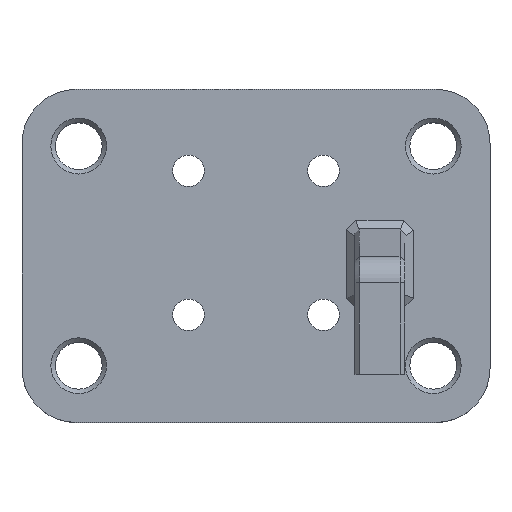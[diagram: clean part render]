
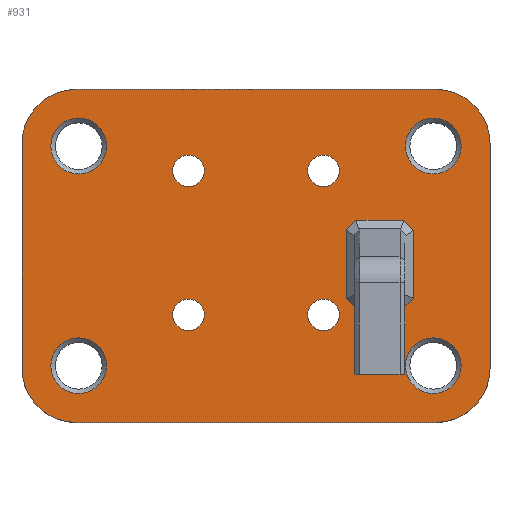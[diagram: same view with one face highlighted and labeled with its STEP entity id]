
A CAD part, top view. The second image highlights one B-rep face of the part: STEP entity #931.
In plain terms, the highlighted planar face has unit normal (0, 0, 1).
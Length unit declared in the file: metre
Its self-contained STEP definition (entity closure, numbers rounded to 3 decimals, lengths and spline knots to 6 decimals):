
#38=CIRCLE('',#1004,0.0031);
#39=CIRCLE('',#1005,0.0031);
#40=CIRCLE('',#1006,0.0031);
#41=CIRCLE('',#1007,0.0031);
#42=CIRCLE('',#1008,0.00175);
#43=CIRCLE('',#1009,0.00175);
#44=CIRCLE('',#1010,0.00175);
#45=CIRCLE('',#1011,0.00175);
#46=CIRCLE('',#1012,0.006);
#47=CIRCLE('',#1013,0.006);
#48=CIRCLE('',#1014,0.006);
#49=CIRCLE('',#1015,0.006);
#98=ORIENTED_EDGE('',*,*,#346,.T.);
#99=ORIENTED_EDGE('',*,*,#347,.T.);
#100=ORIENTED_EDGE('',*,*,#348,.T.);
#101=ORIENTED_EDGE('',*,*,#349,.T.);
#102=ORIENTED_EDGE('',*,*,#350,.T.);
#103=ORIENTED_EDGE('',*,*,#351,.T.);
#104=ORIENTED_EDGE('',*,*,#352,.T.);
#105=ORIENTED_EDGE('',*,*,#353,.T.);
#106=ORIENTED_EDGE('',*,*,#354,.T.);
#107=ORIENTED_EDGE('',*,*,#355,.T.);
#108=ORIENTED_EDGE('',*,*,#356,.T.);
#109=ORIENTED_EDGE('',*,*,#357,.T.);
#110=ORIENTED_EDGE('',*,*,#358,.T.);
#111=ORIENTED_EDGE('',*,*,#359,.T.);
#112=ORIENTED_EDGE('',*,*,#360,.T.);
#113=ORIENTED_EDGE('',*,*,#361,.T.);
#114=ORIENTED_EDGE('',*,*,#340,.T.);
#115=ORIENTED_EDGE('',*,*,#362,.T.);
#116=ORIENTED_EDGE('',*,*,#342,.F.);
#117=ORIENTED_EDGE('',*,*,#363,.T.);
#118=ORIENTED_EDGE('',*,*,#330,.F.);
#119=ORIENTED_EDGE('',*,*,#364,.T.);
#120=ORIENTED_EDGE('',*,*,#334,.T.);
#121=ORIENTED_EDGE('',*,*,#365,.T.);
#330=EDGE_CURVE('',#454,#455,#542,.T.);
#334=EDGE_CURVE('',#458,#459,#546,.T.);
#340=EDGE_CURVE('',#465,#464,#552,.T.);
#342=EDGE_CURVE('',#466,#467,#554,.T.);
#346=EDGE_CURVE('',#470,#471,#558,.T.);
#347=EDGE_CURVE('',#471,#472,#559,.T.);
#348=EDGE_CURVE('',#472,#473,#560,.T.);
#349=EDGE_CURVE('',#473,#474,#561,.T.);
#350=EDGE_CURVE('',#474,#475,#562,.T.);
#351=EDGE_CURVE('',#475,#476,#563,.T.);
#352=EDGE_CURVE('',#476,#477,#564,.T.);
#353=EDGE_CURVE('',#477,#470,#565,.T.);
#354=EDGE_CURVE('',#478,#478,#38,.F.);
#355=EDGE_CURVE('',#479,#479,#39,.F.);
#356=EDGE_CURVE('',#480,#480,#40,.F.);
#357=EDGE_CURVE('',#481,#481,#41,.F.);
#358=EDGE_CURVE('',#482,#482,#42,.F.);
#359=EDGE_CURVE('',#483,#483,#43,.F.);
#360=EDGE_CURVE('',#484,#484,#44,.F.);
#361=EDGE_CURVE('',#485,#485,#45,.F.);
#362=EDGE_CURVE('',#464,#467,#46,.T.);
#363=EDGE_CURVE('',#466,#455,#47,.T.);
#364=EDGE_CURVE('',#454,#458,#48,.T.);
#365=EDGE_CURVE('',#459,#465,#49,.T.);
#454=VERTEX_POINT('',#1393);
#455=VERTEX_POINT('',#1394);
#458=VERTEX_POINT('',#1402);
#459=VERTEX_POINT('',#1403);
#464=VERTEX_POINT('',#1414);
#465=VERTEX_POINT('',#1416);
#466=VERTEX_POINT('',#1420);
#467=VERTEX_POINT('',#1421);
#470=VERTEX_POINT('',#1429);
#471=VERTEX_POINT('',#1430);
#472=VERTEX_POINT('',#1432);
#473=VERTEX_POINT('',#1434);
#474=VERTEX_POINT('',#1436);
#475=VERTEX_POINT('',#1438);
#476=VERTEX_POINT('',#1440);
#477=VERTEX_POINT('',#1442);
#478=VERTEX_POINT('',#1445);
#479=VERTEX_POINT('',#1447);
#480=VERTEX_POINT('',#1449);
#481=VERTEX_POINT('',#1451);
#482=VERTEX_POINT('',#1453);
#483=VERTEX_POINT('',#1455);
#484=VERTEX_POINT('',#1457);
#485=VERTEX_POINT('',#1459);
#542=LINE('',#1392,#622);
#546=LINE('',#1401,#626);
#552=LINE('',#1415,#632);
#554=LINE('',#1419,#634);
#558=LINE('',#1428,#638);
#559=LINE('',#1431,#639);
#560=LINE('',#1433,#640);
#561=LINE('',#1435,#641);
#562=LINE('',#1437,#642);
#563=LINE('',#1439,#643);
#564=LINE('',#1441,#644);
#565=LINE('',#1443,#645);
#622=VECTOR('',#1106,1.);
#626=VECTOR('',#1112,1.);
#632=VECTOR('',#1120,1.);
#634=VECTOR('',#1124,1.);
#638=VECTOR('',#1130,1.);
#639=VECTOR('',#1131,1.);
#640=VECTOR('',#1132,1.);
#641=VECTOR('',#1133,1.);
#642=VECTOR('',#1134,1.);
#643=VECTOR('',#1135,1.);
#644=VECTOR('',#1136,1.);
#645=VECTOR('',#1137,1.);
#706=EDGE_LOOP('',(#98,#99,#100,#101,#102,#103,#104,#105));
#707=EDGE_LOOP('',(#106));
#708=EDGE_LOOP('',(#107));
#709=EDGE_LOOP('',(#108));
#710=EDGE_LOOP('',(#109));
#711=EDGE_LOOP('',(#110));
#712=EDGE_LOOP('',(#111));
#713=EDGE_LOOP('',(#112));
#714=EDGE_LOOP('',(#113));
#715=EDGE_LOOP('',(#114,#115,#116,#117,#118,#119,#120,#121));
#802=FACE_BOUND('',#706,.T.);
#803=FACE_BOUND('',#707,.T.);
#804=FACE_BOUND('',#708,.T.);
#805=FACE_BOUND('',#709,.T.);
#806=FACE_BOUND('',#710,.T.);
#807=FACE_BOUND('',#711,.T.);
#808=FACE_BOUND('',#712,.T.);
#809=FACE_BOUND('',#713,.T.);
#810=FACE_BOUND('',#714,.T.);
#811=FACE_BOUND('',#715,.T.);
#898=PLANE('',#1003);
#931=ADVANCED_FACE('',(#802,#803,#804,#805,#806,#807,#808,#809,#810,#811),
#898,.T.);
#1003=AXIS2_PLACEMENT_3D('',#1427,#1128,#1129);
#1004=AXIS2_PLACEMENT_3D('',#1444,#1138,#1139);
#1005=AXIS2_PLACEMENT_3D('',#1446,#1140,#1141);
#1006=AXIS2_PLACEMENT_3D('',#1448,#1142,#1143);
#1007=AXIS2_PLACEMENT_3D('',#1450,#1144,#1145);
#1008=AXIS2_PLACEMENT_3D('',#1452,#1146,#1147);
#1009=AXIS2_PLACEMENT_3D('',#1454,#1148,#1149);
#1010=AXIS2_PLACEMENT_3D('',#1456,#1150,#1151);
#1011=AXIS2_PLACEMENT_3D('',#1458,#1152,#1153);
#1012=AXIS2_PLACEMENT_3D('',#1460,#1154,#1155);
#1013=AXIS2_PLACEMENT_3D('',#1461,#1156,#1157);
#1014=AXIS2_PLACEMENT_3D('',#1462,#1158,#1159);
#1015=AXIS2_PLACEMENT_3D('',#1463,#1160,#1161);
#1106=DIRECTION('',(0.,1.,0.));
#1112=DIRECTION('',(1.,0.,0.));
#1120=DIRECTION('',(0.,1.,0.));
#1124=DIRECTION('',(1.,0.,0.));
#1128=DIRECTION('',(0.,0.,1.));
#1129=DIRECTION('',(1.,0.,0.));
#1130=DIRECTION('',(0.,1.,0.));
#1131=DIRECTION('',(0.696,0.718,0.));
#1132=DIRECTION('',(1.,0.,0.));
#1133=DIRECTION('',(0.696,-0.718,0.));
#1134=DIRECTION('',(0.,-1.,0.));
#1135=DIRECTION('',(-0.707,-0.707,0.));
#1136=DIRECTION('',(-1.,0.,0.));
#1137=DIRECTION('',(-0.707,0.707,0.));
#1138=DIRECTION('',(0.,0.,1.));
#1139=DIRECTION('',(1.,0.,0.));
#1140=DIRECTION('',(0.,0.,1.));
#1141=DIRECTION('',(1.,0.,0.));
#1142=DIRECTION('',(0.,0.,1.));
#1143=DIRECTION('',(1.,0.,0.));
#1144=DIRECTION('',(0.,0.,1.));
#1145=DIRECTION('',(1.,0.,0.));
#1146=DIRECTION('',(0.,0.,1.));
#1147=DIRECTION('',(1.,0.,0.));
#1148=DIRECTION('',(0.,0.,1.));
#1149=DIRECTION('',(1.,0.,0.));
#1150=DIRECTION('',(0.,0.,1.));
#1151=DIRECTION('',(1.,0.,0.));
#1152=DIRECTION('',(0.,0.,1.));
#1153=DIRECTION('',(1.,0.,0.));
#1154=DIRECTION('',(0.,0.,1.));
#1155=DIRECTION('',(1.,0.,0.));
#1156=DIRECTION('',(0.,0.,1.));
#1157=DIRECTION('',(1.,0.,0.));
#1158=DIRECTION('',(0.,0.,1.));
#1159=DIRECTION('',(1.,0.,0.));
#1160=DIRECTION('',(0.,0.,1.));
#1161=DIRECTION('',(1.,0.,0.));
#1392=CARTESIAN_POINT('',(0.,0.0185,0.01));
#1393=CARTESIAN_POINT('',(0.,0.006,0.01));
#1394=CARTESIAN_POINT('',(0.,0.031,0.01));
#1401=CARTESIAN_POINT('',(0.026,0.,0.01));
#1402=CARTESIAN_POINT('',(0.006,0.,0.01));
#1403=CARTESIAN_POINT('',(0.046,0.,0.01));
#1414=CARTESIAN_POINT('',(0.052,0.031,0.01));
#1415=CARTESIAN_POINT('',(0.052,0.0185,0.01));
#1416=CARTESIAN_POINT('',(0.052,0.006,0.01));
#1419=CARTESIAN_POINT('',(0.026,0.037,0.01));
#1420=CARTESIAN_POINT('',(0.006,0.037,0.01));
#1421=CARTESIAN_POINT('',(0.046,0.037,0.01));
#1427=CARTESIAN_POINT('',(0.026,0.0185,0.01));
#1428=CARTESIAN_POINT('',(0.036,0.0185,0.01));
#1429=CARTESIAN_POINT('',(0.036,0.013786,0.01));
#1430=CARTESIAN_POINT('',(0.036,0.021362,0.01));
#1431=CARTESIAN_POINT('',(0.036896,0.022286,0.01));
#1432=CARTESIAN_POINT('',(0.037086,0.022481,0.01));
#1433=CARTESIAN_POINT('',(0.026,0.022481,0.01));
#1434=CARTESIAN_POINT('',(0.042414,0.022481,0.01));
#1435=CARTESIAN_POINT('',(0.043104,0.02177,0.01));
#1436=CARTESIAN_POINT('',(0.0435,0.021362,0.01));
#1437=CARTESIAN_POINT('',(0.0435,0.0142,0.01));
#1438=CARTESIAN_POINT('',(0.0435,0.013786,0.01));
#1439=CARTESIAN_POINT('',(0.042707,0.012993,0.01));
#1440=CARTESIAN_POINT('',(0.042414,0.0127,0.01));
#1441=CARTESIAN_POINT('',(0.026,0.0127,0.01));
#1442=CARTESIAN_POINT('',(0.037086,0.0127,0.01));
#1443=CARTESIAN_POINT('',(0.036293,0.013493,0.01));
#1444=CARTESIAN_POINT('',(0.0457,0.0063,0.01));
#1445=CARTESIAN_POINT('',(0.0488,0.0063,0.01));
#1446=CARTESIAN_POINT('',(0.0457,0.0307,0.01));
#1447=CARTESIAN_POINT('',(0.0488,0.0307,0.01));
#1448=CARTESIAN_POINT('',(0.0063,0.0063,0.01));
#1449=CARTESIAN_POINT('',(0.0094,0.0063,0.01));
#1450=CARTESIAN_POINT('',(0.0063,0.0307,0.01));
#1451=CARTESIAN_POINT('',(0.0094,0.0307,0.01));
#1452=CARTESIAN_POINT('',(0.0185,0.02795,0.01));
#1453=CARTESIAN_POINT('',(0.02025,0.02795,0.01));
#1454=CARTESIAN_POINT('',(0.0335,0.02795,0.01));
#1455=CARTESIAN_POINT('',(0.03525,0.02795,0.01));
#1456=CARTESIAN_POINT('',(0.0335,0.01195,0.01));
#1457=CARTESIAN_POINT('',(0.03525,0.01195,0.01));
#1458=CARTESIAN_POINT('',(0.0185,0.01195,0.01));
#1459=CARTESIAN_POINT('',(0.02025,0.01195,0.01));
#1460=CARTESIAN_POINT('',(0.046,0.031,0.01));
#1461=CARTESIAN_POINT('',(0.006,0.031,0.01));
#1462=CARTESIAN_POINT('',(0.006,0.006,0.01));
#1463=CARTESIAN_POINT('',(0.046,0.006,0.01));
